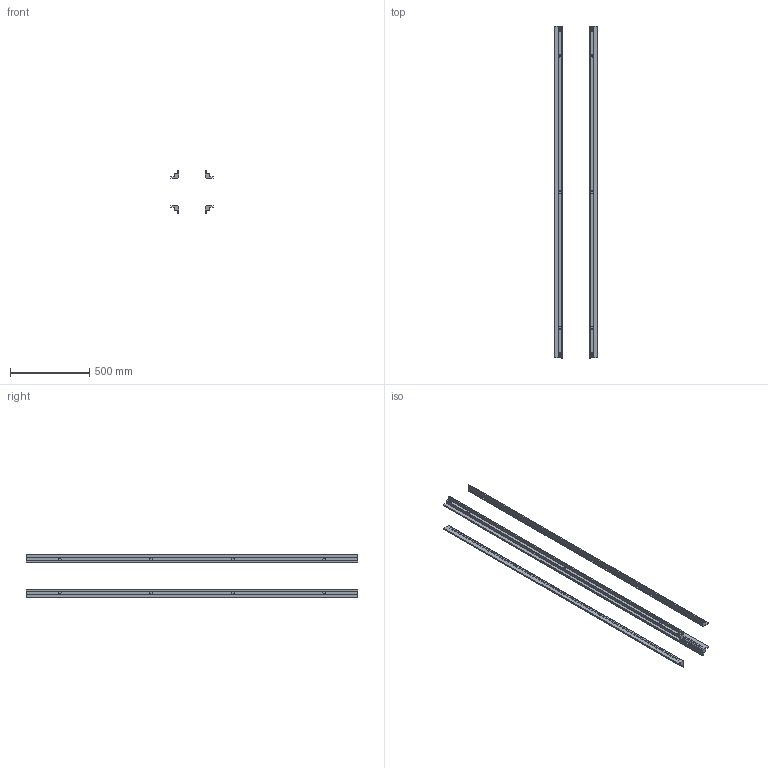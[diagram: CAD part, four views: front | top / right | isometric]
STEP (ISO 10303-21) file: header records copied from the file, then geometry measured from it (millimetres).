
FILE_DESCRIPTION (( 'STEP AP214' ), '1' );
FILE_NAME ('MTK220-4.STEP', '2025-09-11T10:03:43', ( '' ), ( '' ), 'SwSTEP 2.0', 'SolidWorks 2024', '' );
FILE_SCHEMA (( 'AUTOMOTIVE_DESIGN' ));
Length unit declared in the file: millimetre
Products named in the file (1): MTK220-4
Bounding box: 266.8 x 2096 x 272.03 mm (x, y, z)
Volume: 8731948.7 mm3; surface area: 1658359.1 mm2
Topology: 4 solids, 4 shells, 4904 faces, 10488 edges, 6996 vertices
Faces by surface type: plane 4184, cylinder 720
Full cylindrical faces by diameter (mm): 0.25 x56, 4.25 x648, 9 x16
Entity records: 127250 total; most frequent: CARTESIAN_POINT 21645, DIRECTION 21006, ORIENTED_EDGE 19512, EDGE_CURVE 9756, LINE 8316, VECTOR 8316, EDGE_LOOP 7028, VERTEX_POINT 6984
